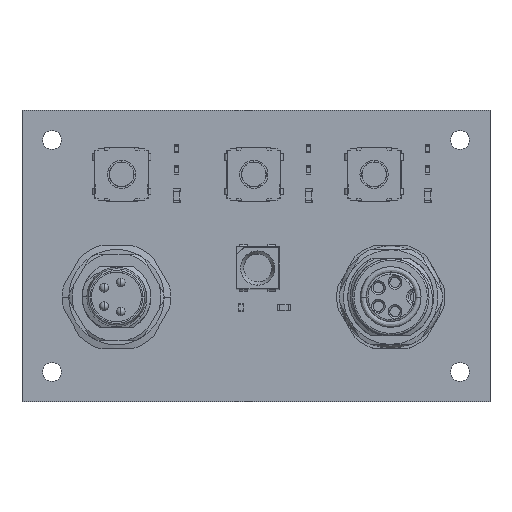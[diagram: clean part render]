
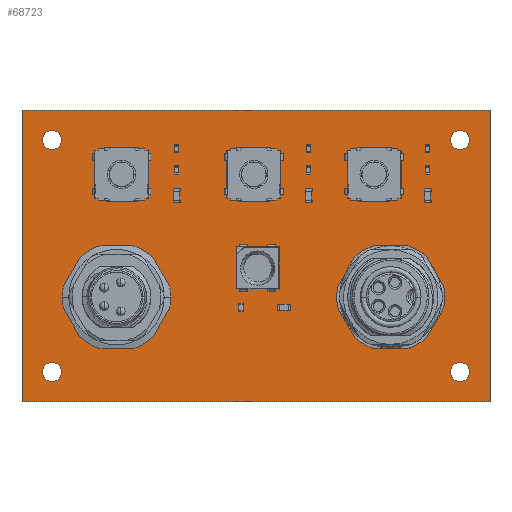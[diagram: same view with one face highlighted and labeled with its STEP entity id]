
A CAD part, top view. The second image highlights one B-rep face of the part: STEP entity #68723.
In plain terms, the highlighted planar face has unit normal (0, 0, 1).
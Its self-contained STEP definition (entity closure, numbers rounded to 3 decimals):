
#68479 = VERTEX_POINT('',#68480);
#68480 = CARTESIAN_POINT('',(142.,-107.5,1.51));
#68486 = EDGE_CURVE('',#68479,#68487,#68489,.T.);
#68487 = VERTEX_POINT('',#68488);
#68488 = CARTESIAN_POINT('',(87.5,-107.5,1.51));
#68489 = LINE('',#68490,#68491);
#68490 = CARTESIAN_POINT('',(142.,-107.5,1.51));
#68491 = VECTOR('',#68492,1.);
#68492 = DIRECTION('',(-1.,0.,0.));
#68519 = VERTEX_POINT('',#68520);
#68520 = CARTESIAN_POINT('',(142.,-73.5,1.51));
#68526 = EDGE_CURVE('',#68519,#68479,#68527,.T.);
#68527 = LINE('',#68528,#68529);
#68528 = CARTESIAN_POINT('',(142.,-73.5,1.51));
#68529 = VECTOR('',#68530,1.);
#68530 = DIRECTION('',(0.,-1.,0.));
#68548 = EDGE_CURVE('',#68487,#68549,#68551,.T.);
#68549 = VERTEX_POINT('',#68550);
#68550 = CARTESIAN_POINT('',(87.5,-73.5,1.51));
#68551 = LINE('',#68552,#68553);
#68552 = CARTESIAN_POINT('',(87.5,-107.5,1.51));
#68553 = VECTOR('',#68554,1.);
#68554 = DIRECTION('',(0.,1.,0.));
#68723 = ADVANCED_FACE('',(#68724,#68735,#68746,#68757,#68768,#68779,
    #68790,#68801,#68812,#68823,#68834,#68845,#68856),#68867,.T.);
#68724 = FACE_BOUND('',#68725,.T.);
#68725 = EDGE_LOOP('',(#68726,#68727,#68728,#68734));
#68726 = ORIENTED_EDGE('',*,*,#68486,.F.);
#68727 = ORIENTED_EDGE('',*,*,#68526,.F.);
#68728 = ORIENTED_EDGE('',*,*,#68729,.F.);
#68729 = EDGE_CURVE('',#68549,#68519,#68730,.T.);
#68730 = LINE('',#68731,#68732);
#68731 = CARTESIAN_POINT('',(87.5,-73.5,1.51));
#68732 = VECTOR('',#68733,1.);
#68733 = DIRECTION('',(1.,0.,0.));
#68734 = ORIENTED_EDGE('',*,*,#68548,.F.);
#68735 = FACE_BOUND('',#68736,.T.);
#68736 = EDGE_LOOP('',(#68737));
#68737 = ORIENTED_EDGE('',*,*,#68738,.T.);
#68738 = EDGE_CURVE('',#68739,#68739,#68741,.T.);
#68739 = VERTEX_POINT('',#68740);
#68740 = CARTESIAN_POINT('',(91.,-105.1,1.51));
#68741 = CIRCLE('',#68742,1.1);
#68742 = AXIS2_PLACEMENT_3D('',#68743,#68744,#68745);
#68743 = CARTESIAN_POINT('',(91.,-104.,1.51));
#68744 = DIRECTION('',(-0.,0.,-1.));
#68745 = DIRECTION('',(-0.,-1.,0.));
#68746 = FACE_BOUND('',#68747,.T.);
#68747 = EDGE_LOOP('',(#68748));
#68748 = ORIENTED_EDGE('',*,*,#68749,.T.);
#68749 = EDGE_CURVE('',#68750,#68750,#68752,.T.);
#68750 = VERTEX_POINT('',#68751);
#68751 = CARTESIAN_POINT('',(99.,-97.4,1.51));
#68752 = CIRCLE('',#68753,0.4);
#68753 = AXIS2_PLACEMENT_3D('',#68754,#68755,#68756);
#68754 = CARTESIAN_POINT('',(99.,-97.,1.51));
#68755 = DIRECTION('',(-0.,0.,-1.));
#68756 = DIRECTION('',(-0.,-1.,0.));
#68757 = FACE_BOUND('',#68758,.T.);
#68758 = EDGE_LOOP('',(#68759));
#68759 = ORIENTED_EDGE('',*,*,#68760,.T.);
#68760 = EDGE_CURVE('',#68761,#68761,#68763,.T.);
#68761 = VERTEX_POINT('',#68762);
#68762 = CARTESIAN_POINT('',(97.05,-96.8,1.51));
#68763 = CIRCLE('',#68764,0.425);
#68764 = AXIS2_PLACEMENT_3D('',#68765,#68766,#68767);
#68765 = CARTESIAN_POINT('',(97.05,-96.375,1.51));
#68766 = DIRECTION('',(-0.,0.,-1.));
#68767 = DIRECTION('',(-0.,-1.,0.));
#68768 = FACE_BOUND('',#68769,.T.);
#68769 = EDGE_LOOP('',(#68770));
#68770 = ORIENTED_EDGE('',*,*,#68771,.T.);
#68771 = EDGE_CURVE('',#68772,#68772,#68774,.T.);
#68772 = VERTEX_POINT('',#68773);
#68773 = CARTESIAN_POINT('',(97.05,-94.65,1.51));
#68774 = CIRCLE('',#68775,0.425);
#68775 = AXIS2_PLACEMENT_3D('',#68776,#68777,#68778);
#68776 = CARTESIAN_POINT('',(97.05,-94.225,1.51));
#68777 = DIRECTION('',(-0.,0.,-1.));
#68778 = DIRECTION('',(-0.,-1.,0.));
#68779 = FACE_BOUND('',#68780,.T.);
#68780 = EDGE_LOOP('',(#68781));
#68781 = ORIENTED_EDGE('',*,*,#68782,.T.);
#68782 = EDGE_CURVE('',#68783,#68783,#68785,.T.);
#68783 = VERTEX_POINT('',#68784);
#68784 = CARTESIAN_POINT('',(99.,-94.025,1.51));
#68785 = CIRCLE('',#68786,0.425);
#68786 = AXIS2_PLACEMENT_3D('',#68787,#68788,#68789);
#68787 = CARTESIAN_POINT('',(99.,-93.6,1.51));
#68788 = DIRECTION('',(-0.,0.,-1.));
#68789 = DIRECTION('',(-0.,-1.,0.));
#68790 = FACE_BOUND('',#68791,.T.);
#68791 = EDGE_LOOP('',(#68792));
#68792 = ORIENTED_EDGE('',*,*,#68793,.T.);
#68793 = EDGE_CURVE('',#68794,#68794,#68796,.T.);
#68794 = VERTEX_POINT('',#68795);
#68795 = CARTESIAN_POINT('',(138.5,-105.1,1.51));
#68796 = CIRCLE('',#68797,1.1);
#68797 = AXIS2_PLACEMENT_3D('',#68798,#68799,#68800);
#68798 = CARTESIAN_POINT('',(138.5,-104.,1.51));
#68799 = DIRECTION('',(-0.,0.,-1.));
#68800 = DIRECTION('',(-0.,-1.,0.));
#68801 = FACE_BOUND('',#68802,.T.);
#68802 = EDGE_LOOP('',(#68803));
#68803 = ORIENTED_EDGE('',*,*,#68804,.T.);
#68804 = EDGE_CURVE('',#68805,#68805,#68807,.T.);
#68805 = VERTEX_POINT('',#68806);
#68806 = CARTESIAN_POINT('',(129.05,-96.775,1.51));
#68807 = CIRCLE('',#68808,0.4);
#68808 = AXIS2_PLACEMENT_3D('',#68809,#68810,#68811);
#68809 = CARTESIAN_POINT('',(129.05,-96.375,1.51));
#68810 = DIRECTION('',(-0.,0.,-1.));
#68811 = DIRECTION('',(-0.,-1.,0.));
#68812 = FACE_BOUND('',#68813,.T.);
#68813 = EDGE_LOOP('',(#68814));
#68814 = ORIENTED_EDGE('',*,*,#68815,.T.);
#68815 = EDGE_CURVE('',#68816,#68816,#68818,.T.);
#68816 = VERTEX_POINT('',#68817);
#68817 = CARTESIAN_POINT('',(131.,-97.4,1.51));
#68818 = CIRCLE('',#68819,0.4);
#68819 = AXIS2_PLACEMENT_3D('',#68820,#68821,#68822);
#68820 = CARTESIAN_POINT('',(131.,-97.,1.51));
#68821 = DIRECTION('',(-0.,0.,-1.));
#68822 = DIRECTION('',(-0.,-1.,0.));
#68823 = FACE_BOUND('',#68824,.T.);
#68824 = EDGE_LOOP('',(#68825));
#68825 = ORIENTED_EDGE('',*,*,#68826,.T.);
#68826 = EDGE_CURVE('',#68827,#68827,#68829,.T.);
#68827 = VERTEX_POINT('',#68828);
#68828 = CARTESIAN_POINT('',(129.05,-94.625,1.51));
#68829 = CIRCLE('',#68830,0.4);
#68830 = AXIS2_PLACEMENT_3D('',#68831,#68832,#68833);
#68831 = CARTESIAN_POINT('',(129.05,-94.225,1.51));
#68832 = DIRECTION('',(-0.,0.,-1.));
#68833 = DIRECTION('',(-0.,-1.,0.));
#68834 = FACE_BOUND('',#68835,.T.);
#68835 = EDGE_LOOP('',(#68836));
#68836 = ORIENTED_EDGE('',*,*,#68837,.T.);
#68837 = EDGE_CURVE('',#68838,#68838,#68840,.T.);
#68838 = VERTEX_POINT('',#68839);
#68839 = CARTESIAN_POINT('',(131.,-94.,1.51));
#68840 = CIRCLE('',#68841,0.4);
#68841 = AXIS2_PLACEMENT_3D('',#68842,#68843,#68844);
#68842 = CARTESIAN_POINT('',(131.,-93.6,1.51));
#68843 = DIRECTION('',(-0.,0.,-1.));
#68844 = DIRECTION('',(-0.,-1.,0.));
#68845 = FACE_BOUND('',#68846,.T.);
#68846 = EDGE_LOOP('',(#68847));
#68847 = ORIENTED_EDGE('',*,*,#68848,.T.);
#68848 = EDGE_CURVE('',#68849,#68849,#68851,.T.);
#68849 = VERTEX_POINT('',#68850);
#68850 = CARTESIAN_POINT('',(91.,-78.1,1.51));
#68851 = CIRCLE('',#68852,1.1);
#68852 = AXIS2_PLACEMENT_3D('',#68853,#68854,#68855);
#68853 = CARTESIAN_POINT('',(91.,-77.,1.51));
#68854 = DIRECTION('',(-0.,0.,-1.));
#68855 = DIRECTION('',(-0.,-1.,0.));
#68856 = FACE_BOUND('',#68857,.T.);
#68857 = EDGE_LOOP('',(#68858));
#68858 = ORIENTED_EDGE('',*,*,#68859,.T.);
#68859 = EDGE_CURVE('',#68860,#68860,#68862,.T.);
#68860 = VERTEX_POINT('',#68861);
#68861 = CARTESIAN_POINT('',(138.5,-78.1,1.51));
#68862 = CIRCLE('',#68863,1.1);
#68863 = AXIS2_PLACEMENT_3D('',#68864,#68865,#68866);
#68864 = CARTESIAN_POINT('',(138.5,-77.,1.51));
#68865 = DIRECTION('',(-0.,0.,-1.));
#68866 = DIRECTION('',(-0.,-1.,0.));
#68867 = PLANE('',#68868);
#68868 = AXIS2_PLACEMENT_3D('',#68869,#68870,#68871);
#68869 = CARTESIAN_POINT('',(0.,0.,1.51));
#68870 = DIRECTION('',(0.,0.,1.));
#68871 = DIRECTION('',(1.,0.,-0.));
